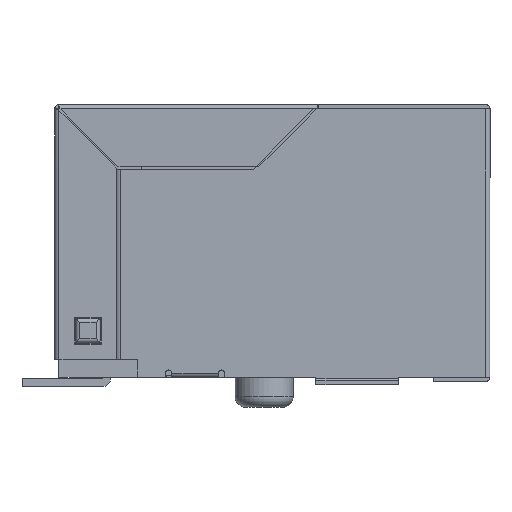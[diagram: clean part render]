
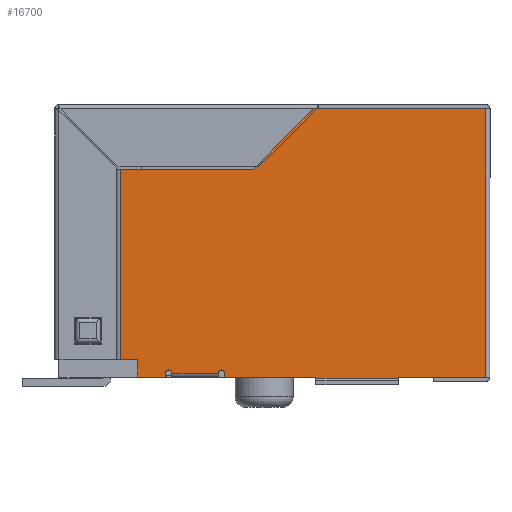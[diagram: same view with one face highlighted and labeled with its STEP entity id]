
A CAD part, left-side view. The second image highlights one B-rep face of the part: STEP entity #16700.
In plain terms, the highlighted planar face has unit normal (-1, 0, 0).
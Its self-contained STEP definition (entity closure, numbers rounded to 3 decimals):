
#618=CIRCLE('',#17462,0.15);
#619=CIRCLE('',#17463,0.15);
#2224=ORIENTED_EDGE('',*,*,#5181,.F.);
#2225=ORIENTED_EDGE('',*,*,#5042,.F.);
#2226=ORIENTED_EDGE('',*,*,#5182,.F.);
#2227=ORIENTED_EDGE('',*,*,#5183,.F.);
#2228=ORIENTED_EDGE('',*,*,#5184,.F.);
#2229=ORIENTED_EDGE('',*,*,#5185,.F.);
#2230=ORIENTED_EDGE('',*,*,#5186,.T.);
#2231=ORIENTED_EDGE('',*,*,#5187,.T.);
#2232=ORIENTED_EDGE('',*,*,#5188,.T.);
#2233=ORIENTED_EDGE('',*,*,#5189,.F.);
#2234=ORIENTED_EDGE('',*,*,#5190,.F.);
#2235=ORIENTED_EDGE('',*,*,#5191,.T.);
#2236=ORIENTED_EDGE('',*,*,#5192,.T.);
#2237=ORIENTED_EDGE('',*,*,#5193,.F.);
#2238=ORIENTED_EDGE('',*,*,#5194,.T.);
#2239=ORIENTED_EDGE('',*,*,#5195,.F.);
#2240=ORIENTED_EDGE('',*,*,#5196,.F.);
#2241=ORIENTED_EDGE('',*,*,#5197,.F.);
#5042=EDGE_CURVE('',#6619,#6620,#7788,.T.);
#5181=EDGE_CURVE('',#6620,#6747,#7901,.T.);
#5182=EDGE_CURVE('',#6748,#6619,#7902,.T.);
#5183=EDGE_CURVE('',#6749,#6748,#7903,.T.);
#5184=EDGE_CURVE('',#6750,#6749,#7904,.T.);
#5185=EDGE_CURVE('',#6751,#6750,#618,.T.);
#5186=EDGE_CURVE('',#6751,#6752,#7905,.T.);
#5187=EDGE_CURVE('',#6752,#6753,#619,.T.);
#5188=EDGE_CURVE('',#6753,#6754,#7906,.T.);
#5189=EDGE_CURVE('',#6755,#6754,#7907,.T.);
#5190=EDGE_CURVE('',#6756,#6755,#7908,.T.);
#5191=EDGE_CURVE('',#6756,#6757,#7909,.T.);
#5192=EDGE_CURVE('',#6757,#6758,#7910,.T.);
#5193=EDGE_CURVE('',#6759,#6758,#7911,.T.);
#5194=EDGE_CURVE('',#6759,#6760,#7912,.T.);
#5195=EDGE_CURVE('',#6761,#6760,#7913,.T.);
#5196=EDGE_CURVE('',#6762,#6761,#7914,.T.);
#5197=EDGE_CURVE('',#6747,#6762,#7915,.T.);
#6619=VERTEX_POINT('',#23265);
#6620=VERTEX_POINT('',#23266);
#6747=VERTEX_POINT('',#23552);
#6748=VERTEX_POINT('',#23554);
#6749=VERTEX_POINT('',#23556);
#6750=VERTEX_POINT('',#23558);
#6751=VERTEX_POINT('',#23560);
#6752=VERTEX_POINT('',#23562);
#6753=VERTEX_POINT('',#23564);
#6754=VERTEX_POINT('',#23566);
#6755=VERTEX_POINT('',#23568);
#6756=VERTEX_POINT('',#23570);
#6757=VERTEX_POINT('',#23572);
#6758=VERTEX_POINT('',#23574);
#6759=VERTEX_POINT('',#23576);
#6760=VERTEX_POINT('',#23578);
#6761=VERTEX_POINT('',#23580);
#6762=VERTEX_POINT('',#23582);
#7788=LINE('',#23264,#9060);
#7901=LINE('',#23551,#9173);
#7902=LINE('',#23553,#9174);
#7903=LINE('',#23555,#9175);
#7904=LINE('',#23557,#9176);
#7905=LINE('',#23561,#9177);
#7906=LINE('',#23565,#9178);
#7907=LINE('',#23567,#9179);
#7908=LINE('',#23569,#9180);
#7909=LINE('',#23571,#9181);
#7910=LINE('',#23573,#9182);
#7911=LINE('',#23575,#9183);
#7912=LINE('',#23577,#9184);
#7913=LINE('',#23579,#9185);
#7914=LINE('',#23581,#9186);
#7915=LINE('',#23583,#9187);
#9060=VECTOR('',#19059,1000.);
#9173=VECTOR('',#19264,1000.);
#9174=VECTOR('',#19265,1000.);
#9175=VECTOR('',#19266,1000.);
#9176=VECTOR('',#19267,1000.);
#9177=VECTOR('',#19270,1000.);
#9178=VECTOR('',#19273,1000.);
#9179=VECTOR('',#19274,1000.);
#9180=VECTOR('',#19275,1000.);
#9181=VECTOR('',#19276,1000.);
#9182=VECTOR('',#19277,1000.);
#9183=VECTOR('',#19278,1000.);
#9184=VECTOR('',#19279,1000.);
#9185=VECTOR('',#19280,1000.);
#9186=VECTOR('',#19281,1000.);
#9187=VECTOR('',#19282,1000.);
#10030=EDGE_LOOP('',(#2224,#2225,#2226,#2227,#2228,#2229,#2230,#2231,#2232,
#2233,#2234,#2235,#2236,#2237,#2238,#2239,#2240,#2241));
#10778=FACE_BOUND('',#10030,.T.);
#11457=PLANE('',#17461);
#16700=ADVANCED_FACE('',(#10778),#11457,.F.);
#17461=AXIS2_PLACEMENT_3D('',#23550,#19262,#19263);
#17462=AXIS2_PLACEMENT_3D('',#23559,#19268,#19269);
#17463=AXIS2_PLACEMENT_3D('',#23563,#19271,#19272);
#19059=DIRECTION('',(0.,1.,0.));
#19262=DIRECTION('',(1.,0.,0.));
#19263=DIRECTION('',(0.,1.,0.));
#19264=DIRECTION('',(0.,0.,1.));
#19265=DIRECTION('',(0.,0.,1.));
#19266=DIRECTION('',(0.,1.,0.));
#19267=DIRECTION('',(0.,0.,-1.));
#19268=DIRECTION('',(-1.,0.,0.));
#19269=DIRECTION('',(0.,-1.,0.));
#19270=DIRECTION('',(0.,-1.,0.));
#19271=DIRECTION('',(1.,0.,0.));
#19272=DIRECTION('',(0.,1.,0.));
#19273=DIRECTION('',(0.,0.,-1.));
#19274=DIRECTION('',(0.,1.,0.));
#19275=DIRECTION('',(0.,0.,1.));
#19276=DIRECTION('',(0.,-1.,0.));
#19277=DIRECTION('',(0.,0.,1.));
#19278=DIRECTION('',(0.,1.,0.));
#19279=DIRECTION('',(0.,0.,1.));
#19280=DIRECTION('',(0.,-1.,0.));
#19281=DIRECTION('',(0.,-0.707,0.707));
#19282=DIRECTION('',(0.,-1.,0.));
#23264=CARTESIAN_POINT('',(-8.,17.,-5.725));
#23265=CARTESIAN_POINT('',(-8.,17.,-5.725));
#23266=CARTESIAN_POINT('',(-8.,17.821,-5.725));
#23550=CARTESIAN_POINT('',(-8.,0.,0.));
#23551=CARTESIAN_POINT('',(-8.,17.821,-5.725));
#23552=CARTESIAN_POINT('',(-8.,17.821,3.471));
#23553=CARTESIAN_POINT('',(-8.,17.,-5.725));
#23554=CARTESIAN_POINT('',(-8.,17.,-6.575));
#23555=CARTESIAN_POINT('',(-8.,0.149,-6.575));
#23556=CARTESIAN_POINT('',(-8.,15.65,-6.575));
#23557=CARTESIAN_POINT('',(-8.,15.65,-6.575));
#23558=CARTESIAN_POINT('',(-8.,15.65,-6.373));
#23559=CARTESIAN_POINT('',(-8.,15.5,-6.373));
#23560=CARTESIAN_POINT('',(-8.,15.35,-6.373));
#23561=CARTESIAN_POINT('',(-8.,15.35,-6.373));
#23562=CARTESIAN_POINT('',(-8.,13.1,-6.373));
#23563=CARTESIAN_POINT('',(-8.,12.95,-6.373));
#23564=CARTESIAN_POINT('',(-8.,12.8,-6.373));
#23565=CARTESIAN_POINT('',(-8.,12.8,-6.575));
#23566=CARTESIAN_POINT('',(-8.,12.8,-6.575));
#23567=CARTESIAN_POINT('',(-8.,0.149,-6.575));
#23568=CARTESIAN_POINT('',(-8.,8.4,-6.575));
#23569=CARTESIAN_POINT('',(-8.,8.4,-6.625));
#23570=CARTESIAN_POINT('',(-8.,8.4,-6.625));
#23571=CARTESIAN_POINT('',(-8.,8.4,-6.625));
#23572=CARTESIAN_POINT('',(-8.,4.4,-6.625));
#23573=CARTESIAN_POINT('',(-8.,4.4,-6.625));
#23574=CARTESIAN_POINT('',(-8.,4.4,-6.575));
#23575=CARTESIAN_POINT('',(-8.,0.149,-6.575));
#23576=CARTESIAN_POINT('',(-8.,0.202,-6.575));
#23577=CARTESIAN_POINT('',(-8.,0.202,-6.575));
#23578=CARTESIAN_POINT('',(-8.,0.202,6.371));
#23579=CARTESIAN_POINT('',(-8.,8.5,6.371));
#23580=CARTESIAN_POINT('',(-8.,8.5,6.371));
#23581=CARTESIAN_POINT('',(-8.,11.4,3.471));
#23582=CARTESIAN_POINT('',(-8.,11.4,3.471));
#23583=CARTESIAN_POINT('',(-8.,11.4,3.471));
